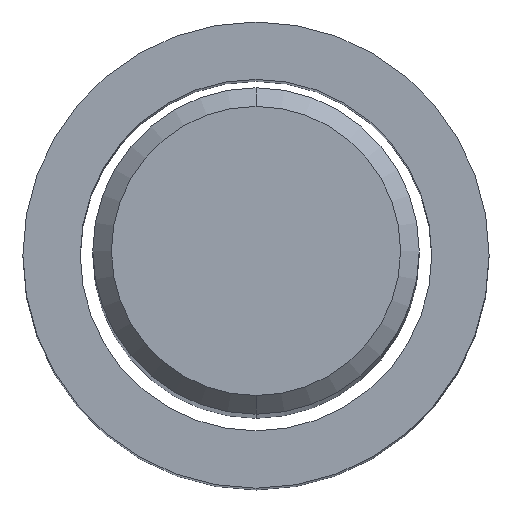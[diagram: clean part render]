
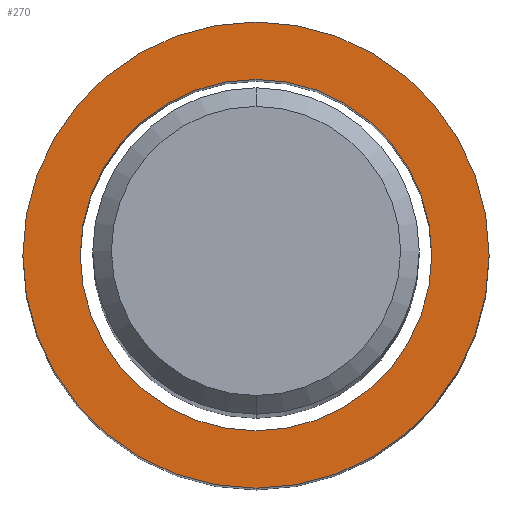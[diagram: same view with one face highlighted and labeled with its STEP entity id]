
A CAD part, top view. The second image highlights one B-rep face of the part: STEP entity #270.
In plain terms, the highlighted planar face has unit normal (0, 0, 1).
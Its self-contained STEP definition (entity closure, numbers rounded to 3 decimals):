
#196=EDGE_CURVE('',#414,#422,#494,.T.);
#220=VERTEX_POINT('',#520);
#270=ADVANCED_FACE('',(#575,#576),#577,.T.);
#282=EDGE_CURVE('',#412,#220,#591,.T.);
#396=EDGE_CURVE('',#422,#414,#718,.T.);
#412=VERTEX_POINT('',#734);
#414=VERTEX_POINT('',#736);
#422=VERTEX_POINT('',#744);
#426=EDGE_CURVE('',#220,#412,#748,.T.);
#494=CIRCLE('',#845,5.0);
#520=CARTESIAN_POINT('',(0.,-3.769,-51.0));
#575=FACE_OUTER_BOUND('',#988,.T.);
#576=FACE_BOUND('',#989,.T.);
#577=PLANE('',#990);
#591=CIRCLE('',#1010,3.769);
#718=CIRCLE('',#1277,5.0);
#734=CARTESIAN_POINT('',(0.0,3.769,-51.0));
#736=CARTESIAN_POINT('',(0.0,5.0,-51.0));
#744=CARTESIAN_POINT('',(0.,-5.0,-51.0));
#748=CIRCLE('',#1345,3.769);
#845=AXIS2_PLACEMENT_3D('',#1422,#1423,#1424);
#988=EDGE_LOOP('',(#1510,#1511));
#989=EDGE_LOOP('',(#1512,#1513));
#990=AXIS2_PLACEMENT_3D('',#1514,#1515,#1516);
#1010=AXIS2_PLACEMENT_3D('',#1539,#1540,#1541);
#1277=AXIS2_PLACEMENT_3D('',#1696,#1697,#1698);
#1345=AXIS2_PLACEMENT_3D('',#1708,#1709,#1710);
#1422=CARTESIAN_POINT('',(0.0,0.0,-51.0));
#1423=DIRECTION('',(0.0,0.0,-1.0));
#1424=DIRECTION('',(0.0,1.0,0.0));
#1510=ORIENTED_EDGE('',*,*,#196,.F.);
#1511=ORIENTED_EDGE('',*,*,#396,.F.);
#1512=ORIENTED_EDGE('',*,*,#282,.T.);
#1513=ORIENTED_EDGE('',*,*,#426,.T.);
#1514=CARTESIAN_POINT('',(0.0,4.385,-51.0));
#1515=DIRECTION('',(-0.0,0.0,1.0));
#1516=DIRECTION('',(0.0,-1.0,0.0));
#1539=CARTESIAN_POINT('',(0.0,0.0,-51.0));
#1540=DIRECTION('',(0.0,0.0,-1.0));
#1541=DIRECTION('',(0.0,1.0,0.0));
#1696=CARTESIAN_POINT('',(0.0,0.0,-51.0));
#1697=DIRECTION('',(0.0,0.0,-1.0));
#1698=DIRECTION('',(0.0,1.0,0.0));
#1708=CARTESIAN_POINT('',(0.0,0.0,-51.0));
#1709=DIRECTION('',(0.0,0.0,-1.0));
#1710=DIRECTION('',(0.0,1.0,0.0));
